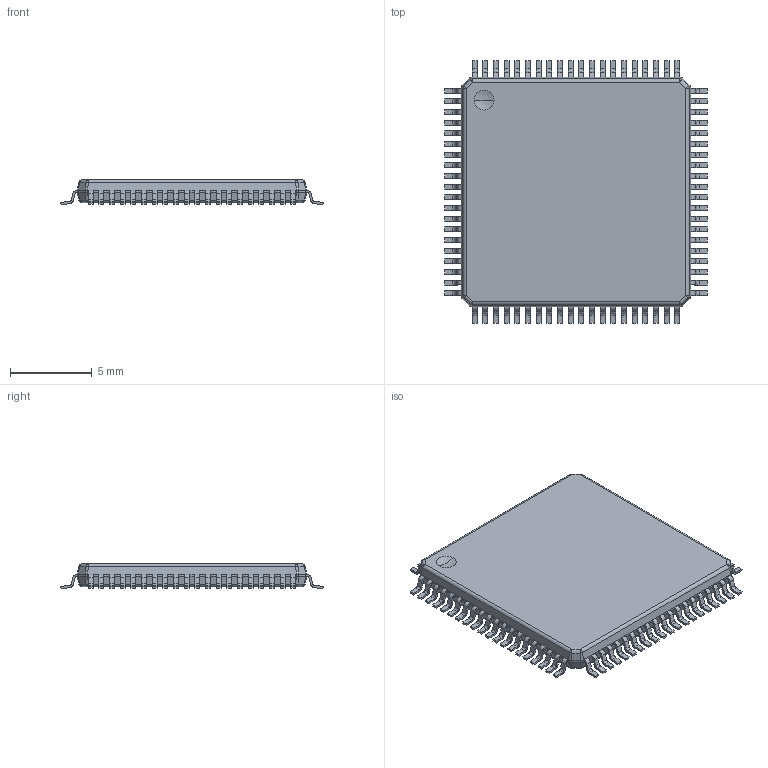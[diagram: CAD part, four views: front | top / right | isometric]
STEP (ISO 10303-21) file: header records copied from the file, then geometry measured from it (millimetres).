
FILE_DESCRIPTION((''),'2;1');
FILE_NAME('PZA0080A_ASM','2020-01-03T08:58:33',('a0412086'),(''),'CREO PARAMETRIC BY PTC INC, 2019292','CREO PARAMETRIC BY PTC INC, 2019292','');
FILE_SCHEMA(('AUTOMOTIVE_DESIGN { 1 0 10303 214 1 1 1 1 }'));
Length unit declared in the file: millimetre
Products named in the file (3): BODY-QFP; LEAD-QFP; PZA0080A_ASM
Assembly tree (81 placements, depth 2):
  PZA0080A_ASM
    BODY-QFP
    LEAD-QFP  x80
Bounding box: 16 x 16 x 1.5 mm (x, y, z)
Volume: 272.8 mm3; surface area: 553.7 mm2
Topology: 81 solids, 81 shells, 1044 faces, 2566 edges, 1683 vertices
Faces by surface type: plane 666, cylinder 360, sphere 18
Entity records: 4175 total; most frequent: CARTESIAN_POINT 643, DIRECTION 598, ORIENTED_EDGE 388, AXIS2_PLACEMENT_3D 240, PRESENTATION_STYLE_ASSIGNMENT 196, STYLED_ITEM 196, CURVE_STYLE 194, EDGE_CURVE 194
